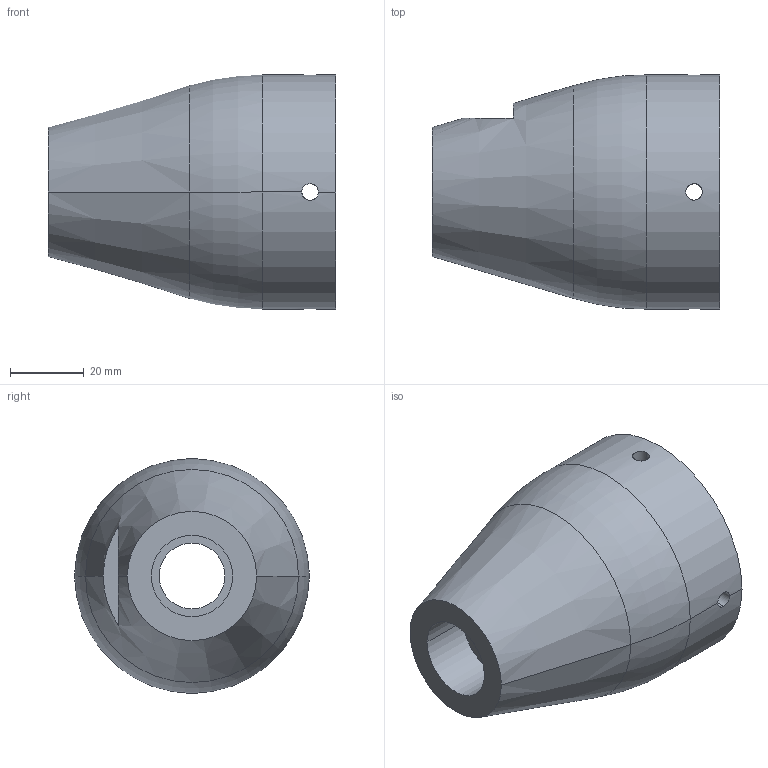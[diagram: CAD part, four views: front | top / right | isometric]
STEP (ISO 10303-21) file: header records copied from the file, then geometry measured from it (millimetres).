
FILE_DESCRIPTION (( 'STEP AP214' ), '1' );
FILE_NAME ('R106-GEO_1 - shaft_cap.STEP', '2017-08-09T23:44:14', ( '' ), ( '' ), 'SwSTEP 2.0', 'SolidWorks 2016', '' );
FILE_SCHEMA (( 'AUTOMOTIVE_DESIGN' ));
Length unit declared in the file: millimetre
Products named in the file (1): R106-GEO_1 - shaft_cap
Bounding box: 78 x 63.5 x 63.5 mm (x, y, z)
Volume: 77816.1 mm3; surface area: 26125.6 mm2
Topology: 1 solids, 1 shells, 36 faces, 99 edges, 64 vertices
Faces by surface type: cylinder 22, plane 8, cone 4, torus 2
Entity records: 1703 total; most frequent: CARTESIAN_POINT 754, ORIENTED_EDGE 198, DIRECTION 179, EDGE_CURVE 99, AXIS2_PLACEMENT_3D 73, VERTEX_POINT 64, EDGE_LOOP 47, ADVANCED_FACE 36
